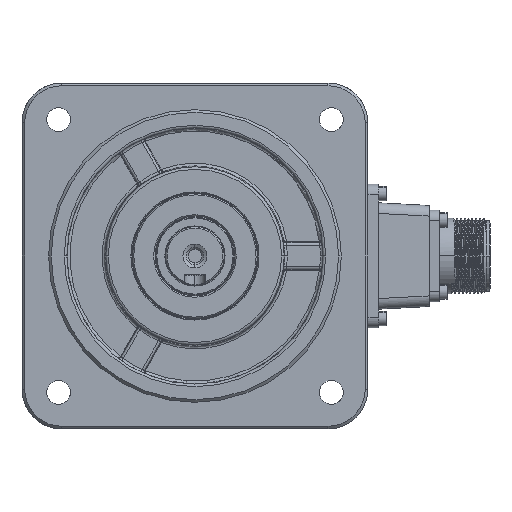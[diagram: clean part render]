
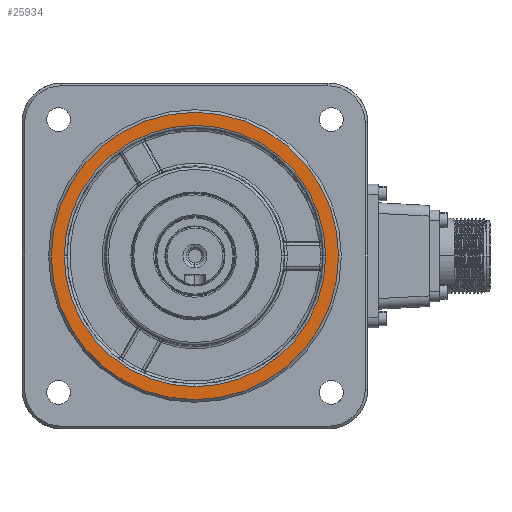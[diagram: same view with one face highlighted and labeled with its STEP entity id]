
A CAD part, left-side view. The second image highlights one B-rep face of the part: STEP entity #25934.
In plain terms, the highlighted planar face has unit normal (-1, 0, 0).
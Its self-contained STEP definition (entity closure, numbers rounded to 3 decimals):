
#2043 = CIRCLE ( 'NONE', #20139, 54. ) ;
#2129 = EDGE_CURVE ( 'NONE', #3861, #11109, #17115, .T. ) ;
#3861 = VERTEX_POINT ( 'NONE', #18715 ) ;
#4659 = CARTESIAN_POINT ( 'NONE',  ( -52., 0., 0. ) ) ;
#8227 = VERTEX_POINT ( 'NONE', #13933 ) ;
#8749 = ORIENTED_EDGE ( 'NONE', *, *, #26399, .T. ) ;
#11109 = VERTEX_POINT ( 'NONE', #25511 ) ;
#12638 = DIRECTION ( 'NONE',  ( 1., 0., 0. ) ) ;
#13933 = CARTESIAN_POINT ( 'NONE',  ( -52., -49.122, 0. ) ) ;
#13985 = DIRECTION ( 'NONE',  ( -1., 0., 0. ) ) ;
#14251 = DIRECTION ( 'NONE',  ( 0., -1., 0. ) ) ;
#14263 = EDGE_LOOP ( 'NONE', ( #37460, #16046 ) ) ;
#14503 = EDGE_LOOP ( 'NONE', ( #26789, #8749 ) ) ;
#14563 = AXIS2_PLACEMENT_3D ( 'NONE', #31631, #31901, #28586 ) ;
#15560 = PLANE ( 'NONE',  #40407 ) ;
#15667 = CARTESIAN_POINT ( 'NONE',  ( -52., 49.122, 0. ) ) ;
#16046 = ORIENTED_EDGE ( 'NONE', *, *, #40802, .T. ) ;
#16253 = CARTESIAN_POINT ( 'NONE',  ( -52., 0., 0. ) ) ;
#16527 = DIRECTION ( 'NONE',  ( 1., 0., 0. ) ) ;
#17115 = CIRCLE ( 'NONE', #14563, 54. ) ;
#18715 = CARTESIAN_POINT ( 'NONE',  ( -52., 54., 0. ) ) ;
#18741 = CARTESIAN_POINT ( 'NONE',  ( -52., 0., 0. ) ) ;
#19123 = CARTESIAN_POINT ( 'NONE',  ( -52., 0., 0. ) ) ;
#19268 = FACE_BOUND ( 'NONE', #14263, .T. ) ;
#20139 = AXIS2_PLACEMENT_3D ( 'NONE', #4659, #13985, #14251 ) ;
#21921 = DIRECTION ( 'NONE',  ( 0., -1., 0. ) ) ;
#22027 = DIRECTION ( 'NONE',  ( 0., -1., 0. ) ) ;
#22652 = CIRCLE ( 'NONE', #23776, 49.122 ) ;
#23776 = AXIS2_PLACEMENT_3D ( 'NONE', #16253, #16527, #38532 ) ;
#25511 = CARTESIAN_POINT ( 'NONE',  ( -52., -54., 0. ) ) ;
#25934 = ADVANCED_FACE ( 'NONE', ( #27619, #19268 ), #15560, .T. ) ;
#26399 = EDGE_CURVE ( 'NONE', #11109, #3861, #2043, .T. ) ;
#26789 = ORIENTED_EDGE ( 'NONE', *, *, #2129, .T. ) ;
#27619 = FACE_OUTER_BOUND ( 'NONE', #14503, .T. ) ;
#28525 = DIRECTION ( 'NONE',  ( -1., 0., 0. ) ) ;
#28586 = DIRECTION ( 'NONE',  ( 0., -1., 0. ) ) ;
#28735 = AXIS2_PLACEMENT_3D ( 'NONE', #19123, #12638, #22027 ) ;
#31100 = EDGE_CURVE ( 'NONE', #8227, #37347, #22652, .T. ) ;
#31631 = CARTESIAN_POINT ( 'NONE',  ( -52., 0., 0. ) ) ;
#31901 = DIRECTION ( 'NONE',  ( -1., 0., 0. ) ) ;
#35705 = CIRCLE ( 'NONE', #28735, 49.122 ) ;
#37347 = VERTEX_POINT ( 'NONE', #15667 ) ;
#37460 = ORIENTED_EDGE ( 'NONE', *, *, #31100, .T. ) ;
#38532 = DIRECTION ( 'NONE',  ( 0., -1., 0. ) ) ;
#40407 = AXIS2_PLACEMENT_3D ( 'NONE', #18741, #28525, #21921 ) ;
#40802 = EDGE_CURVE ( 'NONE', #37347, #8227, #35705, .T. ) ;
